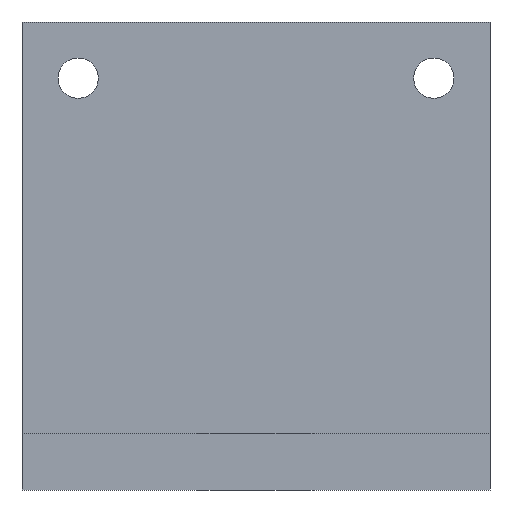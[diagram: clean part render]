
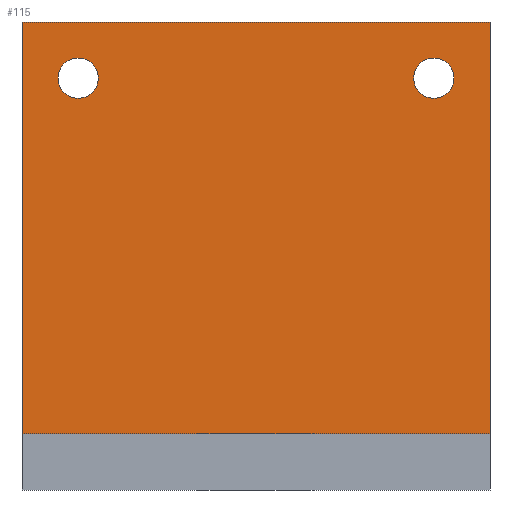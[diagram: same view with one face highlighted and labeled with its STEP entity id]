
A CAD part, front view. The second image highlights one B-rep face of the part: STEP entity #115.
In plain terms, the highlighted planar face has unit normal (0, -1, 0).
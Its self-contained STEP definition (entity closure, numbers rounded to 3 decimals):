
#7 = VERTEX_POINT ( 'NONE', #459 ) ;
#22 = CARTESIAN_POINT ( 'NONE',  ( -25., 24., 6. ) ) ;
#23 = DIRECTION ( 'NONE',  ( 1., 0., 0. ) ) ;
#26 = CARTESIAN_POINT ( 'NONE',  ( 19., 24., 44. ) ) ;
#29 = CIRCLE ( 'NONE', #443, 2.15 ) ;
#33 = DIRECTION ( 'NONE',  ( 0., 0., 1. ) ) ;
#37 = CIRCLE ( 'NONE', #376, 2.15 ) ;
#39 = CARTESIAN_POINT ( 'NONE',  ( -25., 24., 6. ) ) ;
#58 = EDGE_CURVE ( 'NONE', #255, #7, #418, .T. ) ;
#63 = AXIS2_PLACEMENT_3D ( 'NONE', #26, #306, #69 ) ;
#66 = LINE ( 'NONE', #502, #392 ) ;
#69 = DIRECTION ( 'NONE',  ( 0., 0., 1. ) ) ;
#78 = VERTEX_POINT ( 'NONE', #298 ) ;
#103 = CIRCLE ( 'NONE', #63, 2.15 ) ;
#115 = ADVANCED_FACE ( 'NONE', ( #480, #433, #232 ), #482, .F. ) ;
#116 = CARTESIAN_POINT ( 'NONE',  ( 19., 24., 46.15 ) ) ;
#126 = ORIENTED_EDGE ( 'NONE', *, *, #348, .T. ) ;
#138 = VERTEX_POINT ( 'NONE', #473 ) ;
#139 = ORIENTED_EDGE ( 'NONE', *, *, #58, .T. ) ;
#171 = EDGE_CURVE ( 'NONE', #138, #247, #37, .T. ) ;
#187 = DIRECTION ( 'NONE',  ( 0., 1., 0. ) ) ;
#188 = CARTESIAN_POINT ( 'NONE',  ( -19., 24., 46.15 ) ) ;
#192 = DIRECTION ( 'NONE',  ( 0., 1., 0. ) ) ;
#194 = DIRECTION ( 'NONE',  ( 0., 1., 0. ) ) ;
#199 = EDGE_CURVE ( 'NONE', #247, #138, #200, .T. ) ;
#200 = CIRCLE ( 'NONE', #499, 2.15 ) ;
#207 = VERTEX_POINT ( 'NONE', #514 ) ;
#230 = CARTESIAN_POINT ( 'NONE',  ( -19., 24., 44. ) ) ;
#232 = FACE_OUTER_BOUND ( 'NONE', #516, .T. ) ;
#234 = VERTEX_POINT ( 'NONE', #270 ) ;
#242 = DIRECTION ( 'NONE',  ( 0., 0., 1. ) ) ;
#247 = VERTEX_POINT ( 'NONE', #188 ) ;
#255 = VERTEX_POINT ( 'NONE', #39 ) ;
#261 = DIRECTION ( 'NONE',  ( 1., 0., 0. ) ) ;
#264 = CARTESIAN_POINT ( 'NONE',  ( 25., 24., 50. ) ) ;
#270 = CARTESIAN_POINT ( 'NONE',  ( 19., 24., 41.85 ) ) ;
#279 = CARTESIAN_POINT ( 'NONE',  ( -19., 24., 44. ) ) ;
#294 = AXIS2_PLACEMENT_3D ( 'NONE', #523, #192, #242 ) ;
#295 = ORIENTED_EDGE ( 'NONE', *, *, #199, .T. ) ;
#298 = CARTESIAN_POINT ( 'NONE',  ( -25., 24., 50. ) ) ;
#301 = VECTOR ( 'NONE', #354, 1000. ) ;
#306 = DIRECTION ( 'NONE',  ( 0., 1., 0. ) ) ;
#314 = DIRECTION ( 'NONE',  ( 0., 0., 1. ) ) ;
#322 = VECTOR ( 'NONE', #261, 1000. ) ;
#327 = CARTESIAN_POINT ( 'NONE',  ( -25., 24., 50. ) ) ;
#328 = EDGE_CURVE ( 'NONE', #78, #255, #403, .T. ) ;
#344 = EDGE_CURVE ( 'NONE', #207, #7, #513, .T. ) ;
#348 = EDGE_CURVE ( 'NONE', #486, #234, #103, .T. ) ;
#353 = ORIENTED_EDGE ( 'NONE', *, *, #171, .T. ) ;
#354 = DIRECTION ( 'NONE',  ( 0., 0., -1. ) ) ;
#376 = AXIS2_PLACEMENT_3D ( 'NONE', #230, #194, #33 ) ;
#381 = DIRECTION ( 'NONE',  ( 0., 0., 1. ) ) ;
#392 = VECTOR ( 'NONE', #23, 1000. ) ;
#403 = LINE ( 'NONE', #327, #517 ) ;
#415 = ORIENTED_EDGE ( 'NONE', *, *, #427, .F. ) ;
#416 = EDGE_LOOP ( 'NONE', ( #295, #353 ) ) ;
#418 = LINE ( 'NONE', #22, #322 ) ;
#427 = EDGE_CURVE ( 'NONE', #78, #207, #66, .T. ) ;
#433 = FACE_BOUND ( 'NONE', #488, .T. ) ;
#443 = AXIS2_PLACEMENT_3D ( 'NONE', #466, #460, #381 ) ;
#447 = DIRECTION ( 'NONE',  ( 0., 0., -1. ) ) ;
#452 = EDGE_CURVE ( 'NONE', #234, #486, #29, .T. ) ;
#456 = ORIENTED_EDGE ( 'NONE', *, *, #344, .F. ) ;
#459 = CARTESIAN_POINT ( 'NONE',  ( 25., 24., 6. ) ) ;
#460 = DIRECTION ( 'NONE',  ( 0., 1., 0. ) ) ;
#466 = CARTESIAN_POINT ( 'NONE',  ( 19., 24., 44. ) ) ;
#473 = CARTESIAN_POINT ( 'NONE',  ( -19., 24., 41.85 ) ) ;
#480 = FACE_BOUND ( 'NONE', #416, .T. ) ;
#482 = PLANE ( 'NONE',  #294 ) ;
#486 = VERTEX_POINT ( 'NONE', #116 ) ;
#488 = EDGE_LOOP ( 'NONE', ( #126, #522 ) ) ;
#498 = ORIENTED_EDGE ( 'NONE', *, *, #328, .T. ) ;
#499 = AXIS2_PLACEMENT_3D ( 'NONE', #279, #187, #314 ) ;
#502 = CARTESIAN_POINT ( 'NONE',  ( -25., 24., 50. ) ) ;
#513 = LINE ( 'NONE', #264, #301 ) ;
#514 = CARTESIAN_POINT ( 'NONE',  ( 25., 24., 50. ) ) ;
#516 = EDGE_LOOP ( 'NONE', ( #139, #456, #415, #498 ) ) ;
#517 = VECTOR ( 'NONE', #447, 1000. ) ;
#522 = ORIENTED_EDGE ( 'NONE', *, *, #452, .T. ) ;
#523 = CARTESIAN_POINT ( 'NONE',  ( -25., 24., 50. ) ) ;
